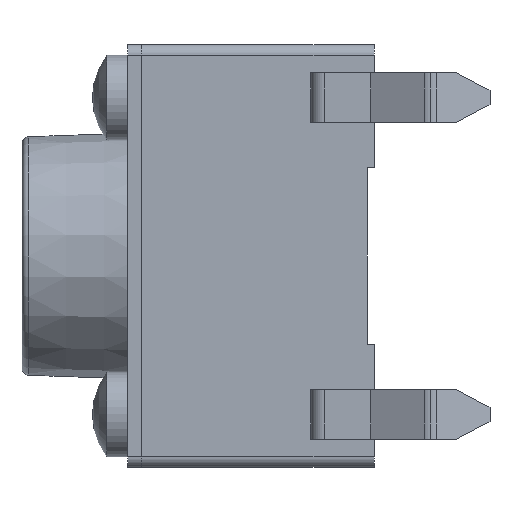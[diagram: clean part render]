
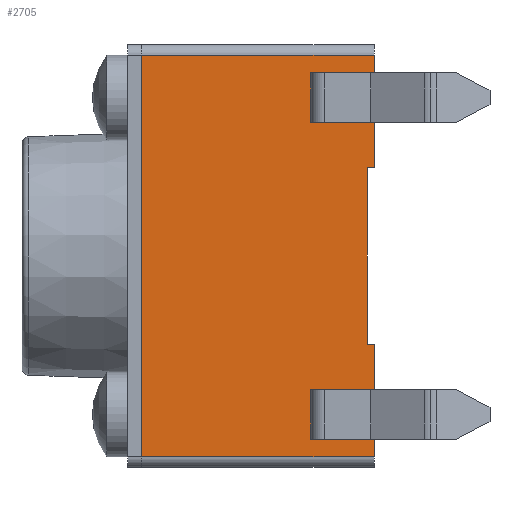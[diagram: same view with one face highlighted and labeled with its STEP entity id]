
A CAD part, left-side view. The second image highlights one B-rep face of the part: STEP entity #2705.
In plain terms, the highlighted planar face has unit normal (-1, 0, 0).
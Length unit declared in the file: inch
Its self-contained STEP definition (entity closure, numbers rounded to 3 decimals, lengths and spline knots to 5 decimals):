
#45 = CARTESIAN_POINT ( 'NONE',  ( -0.11811, 0., -0.04921 ) ) ;
#49 = ORIENTED_EDGE ( 'NONE', *, *, #394, .T. ) ;
#186 = CARTESIAN_POINT ( 'NONE',  ( -0.11811, 0., -0.11811 ) ) ;
#228 = CARTESIAN_POINT ( 'NONE',  ( -0.11811, 0.00394, 0.04921 ) ) ;
#231 = EDGE_CURVE ( 'NONE', #3366, #1419, #3025, .T. ) ;
#344 = LINE ( 'NONE', #1987, #2655 ) ;
#352 = ORIENTED_EDGE ( 'NONE', *, *, #2295, .T. ) ;
#370 = AXIS2_PLACEMENT_3D ( 'NONE', #2841, #2359, #469 ) ;
#394 = EDGE_CURVE ( 'NONE', #776, #431, #2052, .T. ) ;
#413 = LINE ( 'NONE', #2625, #1342 ) ;
#431 = VERTEX_POINT ( 'NONE', #2991 ) ;
#469 = DIRECTION ( 'NONE',  ( 0., 1., 0. ) ) ;
#606 = VECTOR ( 'NONE', #2863, 39.37008 ) ;
#631 = ORIENTED_EDGE ( 'NONE', *, *, #1711, .T. ) ;
#684 = PLANE ( 'NONE',  #370 ) ;
#704 = ORIENTED_EDGE ( 'NONE', *, *, #3152, .T. ) ;
#752 = CARTESIAN_POINT ( 'NONE',  ( -0.11811, 0.12992, 0.04921 ) ) ;
#762 = DIRECTION ( 'NONE',  ( 0., 0., 1. ) ) ;
#776 = VERTEX_POINT ( 'NONE', #3314 ) ;
#946 = FACE_OUTER_BOUND ( 'NONE', #2279, .T. ) ;
#1068 = ORIENTED_EDGE ( 'NONE', *, *, #231, .T. ) ;
#1124 = DIRECTION ( 'NONE',  ( 0., 0., 1. ) ) ;
#1151 = VERTEX_POINT ( 'NONE', #3390 ) ;
#1170 = CARTESIAN_POINT ( 'NONE',  ( -0.11811, 0.00394, -0.04921 ) ) ;
#1269 = VERTEX_POINT ( 'NONE', #2479 ) ;
#1288 = VECTOR ( 'NONE', #2376, 39.37008 ) ;
#1342 = VECTOR ( 'NONE', #2340, 39.37008 ) ;
#1419 = VERTEX_POINT ( 'NONE', #1170 ) ;
#1523 = LINE ( 'NONE', #3202, #2073 ) ;
#1541 = LINE ( 'NONE', #186, #606 ) ;
#1646 = CARTESIAN_POINT ( 'NONE',  ( -0.11811, 0.12992, -0.04921 ) ) ;
#1710 = VERTEX_POINT ( 'NONE', #228 ) ;
#1711 = EDGE_CURVE ( 'NONE', #1710, #1269, #2410, .T. ) ;
#1783 = ORIENTED_EDGE ( 'NONE', *, *, #1910, .T. ) ;
#1817 = LINE ( 'NONE', #2100, #2750 ) ;
#1910 = EDGE_CURVE ( 'NONE', #1151, #2874, #413, .T. ) ;
#1987 = CARTESIAN_POINT ( 'NONE',  ( -0.11811, 0.12992, -0.11811 ) ) ;
#2052 = LINE ( 'NONE', #3169, #1288 ) ;
#2072 = EDGE_CURVE ( 'NONE', #431, #3366, #1817, .T. ) ;
#2073 = VECTOR ( 'NONE', #762, 39.37008 ) ;
#2100 = CARTESIAN_POINT ( 'NONE',  ( -0.11811, 0., -0.11811 ) ) ;
#2144 = DIRECTION ( 'NONE',  ( 0., -1., 0. ) ) ;
#2279 = EDGE_LOOP ( 'NONE', ( #2417, #49, #2448, #1068, #352, #631, #704, #1783 ) ) ;
#2295 = EDGE_CURVE ( 'NONE', #1419, #1710, #1523, .T. ) ;
#2340 = DIRECTION ( 'NONE',  ( 0., 1., 0. ) ) ;
#2355 = VECTOR ( 'NONE', #3354, 39.37008 ) ;
#2359 = DIRECTION ( 'NONE',  ( 1., 0., 0. ) ) ;
#2376 = DIRECTION ( 'NONE',  ( 0., -1., 0. ) ) ;
#2410 = LINE ( 'NONE', #752, #2978 ) ;
#2417 = ORIENTED_EDGE ( 'NONE', *, *, #3497, .F. ) ;
#2448 = ORIENTED_EDGE ( 'NONE', *, *, #2072, .T. ) ;
#2479 = CARTESIAN_POINT ( 'NONE',  ( -0.11811, 0., 0.04921 ) ) ;
#2580 = DIRECTION ( 'NONE',  ( 0., 0., 1. ) ) ;
#2625 = CARTESIAN_POINT ( 'NONE',  ( -0.11811, 0.12992, 0.1122 ) ) ;
#2655 = VECTOR ( 'NONE', #2580, 39.37008 ) ;
#2705 = ADVANCED_FACE ( 'NONE', ( #946 ), #684, .F. ) ;
#2750 = VECTOR ( 'NONE', #1124, 39.37008 ) ;
#2841 = CARTESIAN_POINT ( 'NONE',  ( -0.11811, 0.12992, -0.11811 ) ) ;
#2863 = DIRECTION ( 'NONE',  ( 0., 0., 1. ) ) ;
#2874 = VERTEX_POINT ( 'NONE', #3502 ) ;
#2978 = VECTOR ( 'NONE', #2144, 39.37008 ) ;
#2991 = CARTESIAN_POINT ( 'NONE',  ( -0.11811, 0., -0.1122 ) ) ;
#3025 = LINE ( 'NONE', #1646, #2355 ) ;
#3152 = EDGE_CURVE ( 'NONE', #1269, #1151, #1541, .T. ) ;
#3169 = CARTESIAN_POINT ( 'NONE',  ( -0.11811, 0.12992, -0.1122 ) ) ;
#3202 = CARTESIAN_POINT ( 'NONE',  ( -0.11811, 0.00394, -0.11811 ) ) ;
#3314 = CARTESIAN_POINT ( 'NONE',  ( -0.11811, 0.12992, -0.1122 ) ) ;
#3354 = DIRECTION ( 'NONE',  ( 0., 1., 0. ) ) ;
#3366 = VERTEX_POINT ( 'NONE', #45 ) ;
#3390 = CARTESIAN_POINT ( 'NONE',  ( -0.11811, 0., 0.1122 ) ) ;
#3497 = EDGE_CURVE ( 'NONE', #776, #2874, #344, .T. ) ;
#3502 = CARTESIAN_POINT ( 'NONE',  ( -0.11811, 0.12992, 0.1122 ) ) ;
